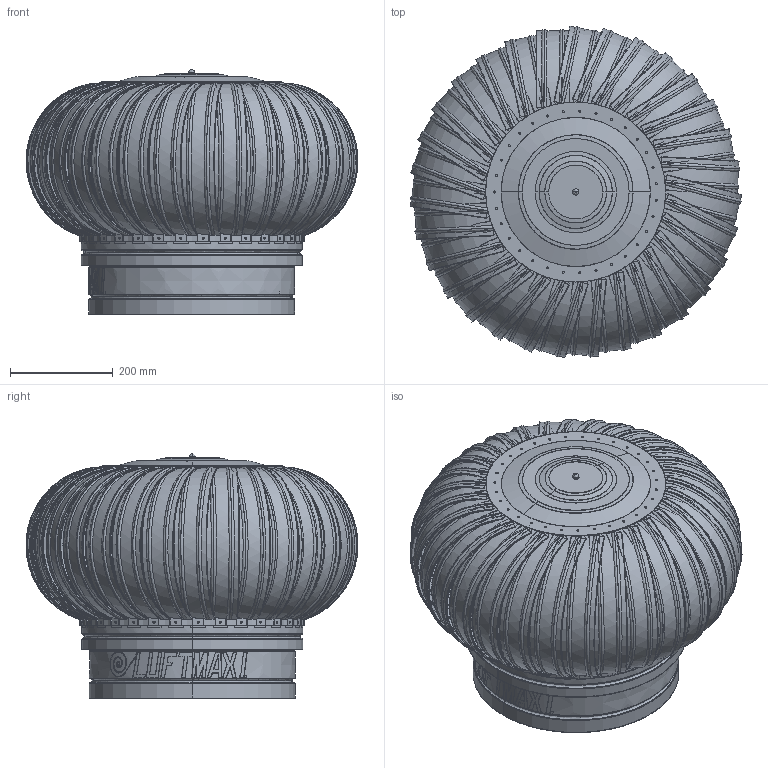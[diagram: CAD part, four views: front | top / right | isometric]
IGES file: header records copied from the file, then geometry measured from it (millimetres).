
Start section: SolidWorks IGES file using analytic representation for surfaces
Global section: file name: EXAUSTOR EOLICO LM-40.IGS; native system: SolidWorks 2018; preprocessor: SolidWorks 2018; author: vendas04; date: 221103.111151; units: millimetre
Bounding box: 644.98 x 645.31 x 474.76 mm (x, y, z)
Surface area: 2903073.8 mm2 (no closed solid volume)
Topology: 0 solids, 0 shells, 1928 faces, 28014 edges, 28014 vertices
Faces by surface type: bspline 1301, revolution 627
